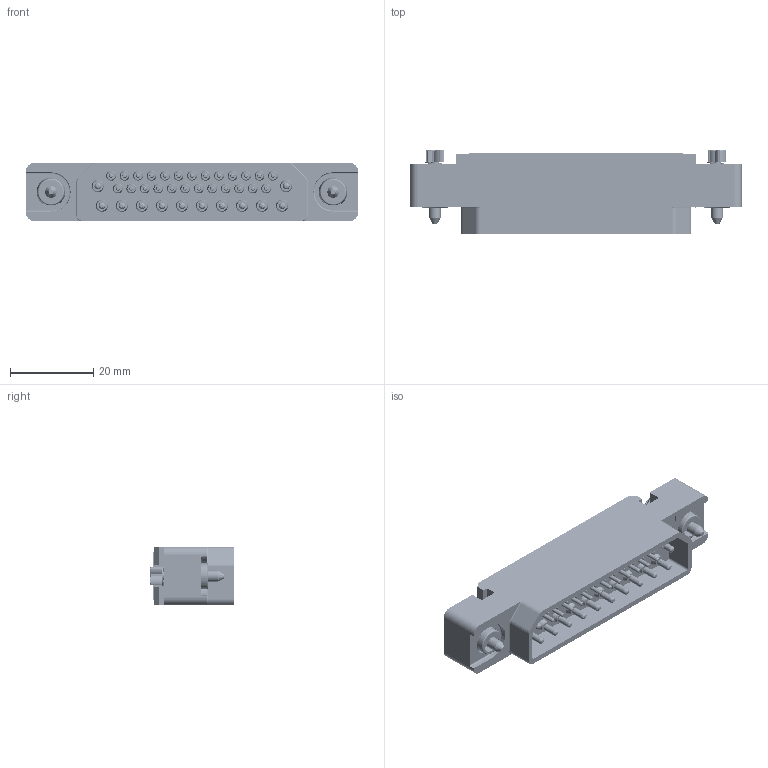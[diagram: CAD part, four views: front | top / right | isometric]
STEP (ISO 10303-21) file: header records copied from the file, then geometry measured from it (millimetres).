
FILE_DESCRIPTION((''),'2;1');
FILE_NAME('1900ND09P2A00B','2020-08-03T',('presta_be4'),(''),'CREO PARAMETRIC BY PTC INC, 2018360','CREO PARAMETRIC BY PTC INC, 2018360','');
FILE_SCHEMA(('CONFIG_CONTROL_DESIGN'));
Products named in the file (1): 1900ND09P2A00B
Bounding box: 80 x 20.16 x 14 mm (x, y, z)
Volume: 12240.6 mm3; surface area: 20167.6 mm2
Topology: 15 solids, 15 shells, 5477 faces, 14942 edges, 9411 vertices
Faces by surface type: plane 2397, cylinder 1366, cone 1068, torus 544, sphere 50, extrusion 28, bspline 24
Entity records: 187370 total; most frequent: CARTESIAN_POINT 50156, ORIENTED_EDGE 29728, DIRECTION 27910, EDGE_CURVE 14864, AXIS2_PLACEMENT_3D 10547, VERTEX_POINT 9411, VECTOR 6816, LINE 6788
